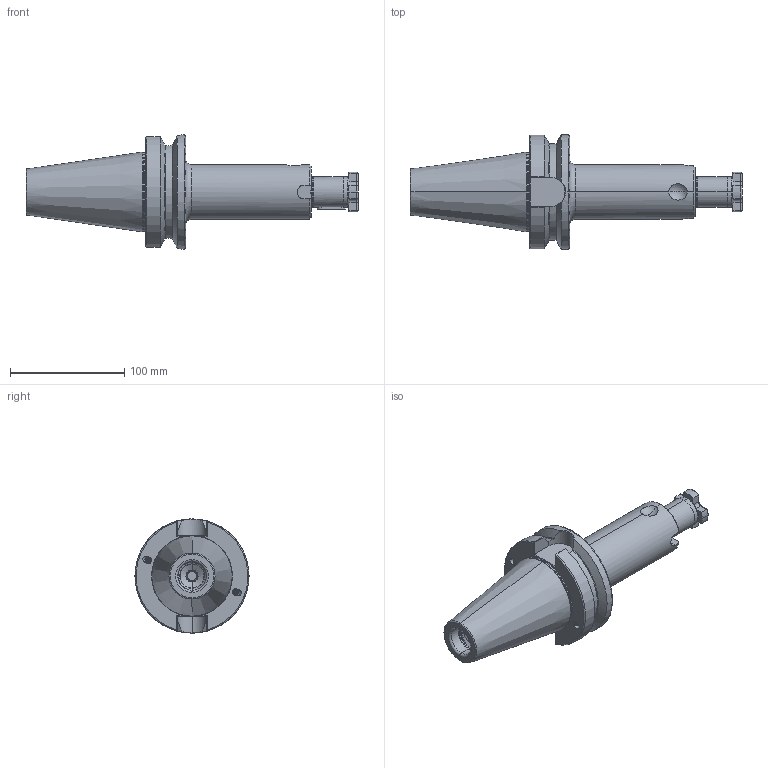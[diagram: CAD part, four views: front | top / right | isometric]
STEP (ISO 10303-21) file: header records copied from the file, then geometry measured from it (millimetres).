
FILE_DESCRIPTION (( 'STEP AP203' ), '1' );
FILE_NAME ('506.10.27.2.STEP', '2016-11-26T01:34:00', ( '' ), ( '' ), 'SwSTEP 2.0', 'SolidWorks 2012', '' );
FILE_SCHEMA (( 'CONFIG_CONTROL_DESIGN' ));
Length unit declared in the file: millimetre
Products named in the file (4): SC27用鍵_7x7x25L; 506.10.27.2; 十字螺絲FMB27
Assembly tree (3 placements, depth 2):
  506.10.27.2
    506.10.27.2
    十字螺絲FMB27
    SC27用鍵_7x7x25L
Bounding box: 290.8 x 100 x 100 mm (x, y, z)
Volume: 625314.6 mm3; surface area: 89565.5 mm2
Topology: 3 solids, 3 shells, 338 faces, 887 edges, 559 vertices
Faces by surface type: cylinder 172, plane 65, torus 41, cone 33, bspline 25, sphere 2
Entity records: 22967 total; most frequent: CARTESIAN_POINT 15136, ORIENTED_EDGE 1774, DIRECTION 1362, EDGE_CURVE 887, VERTEX_POINT 559, AXIS2_PLACEMENT_3D 524, EDGE_LOOP 350, FACE_OUTER_BOUND 338
